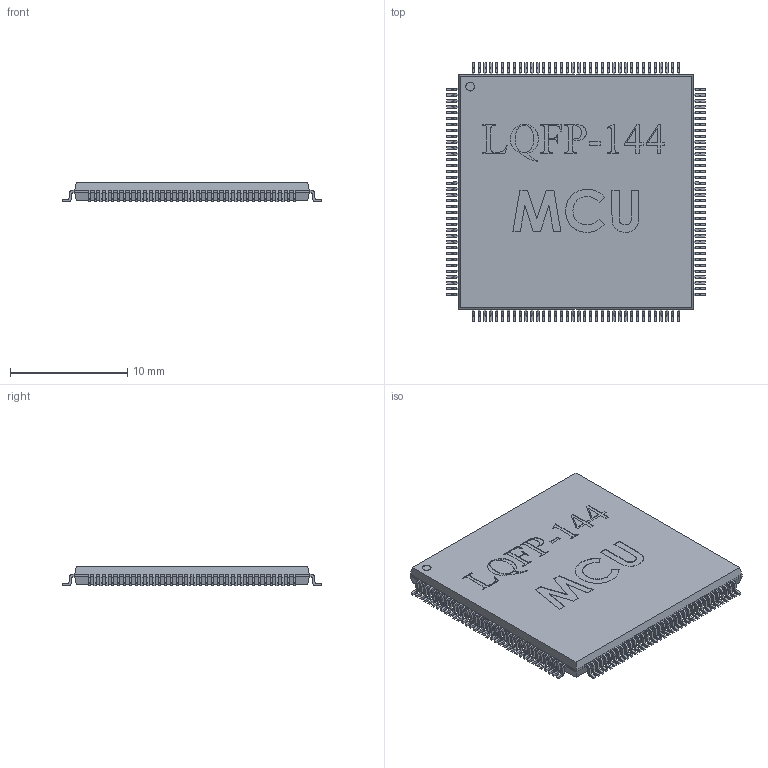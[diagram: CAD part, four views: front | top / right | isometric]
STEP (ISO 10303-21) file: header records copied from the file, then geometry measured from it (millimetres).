
FILE_DESCRIPTION (( 'STEP AP214' ), '1' );
FILE_NAME ('SW3dPS-LQFP-144.STEP', '2009-11-23T01:12:45', ( 'SysAdmin' ), ( 'SolidWorks' ), 'SwSTEP 2.0', 'SolidWorks 2009', '' );
FILE_SCHEMA (( 'AUTOMOTIVE_DESIGN' ));
Length unit declared in the file: millimetre
Products named in the file (3): SW3dPS-LQFP-144_LQFP_144 Body1; SW3dPS-LQFP-144; SW3dPS-LQFP-144_LQFP_Pin1
Assembly tree (145 placements, depth 2):
  SW3dPS-LQFP-144
    SW3dPS-LQFP-144_LQFP_Pin1  x144
    SW3dPS-LQFP-144_LQFP_144 Body1
Bounding box: 22 x 22 x 1.7 mm (x, y, z)
Volume: 639.9 mm3; surface area: 1112.4 mm2
Topology: 145 solids, 145 shells, 2216 faces, 5722 edges, 3812 vertices
Faces by surface type: plane 1574, cylinder 578, bspline 64
Entity records: 12638 total; most frequent: CARTESIAN_POINT 4644, ORIENTED_EDGE 1148, DIRECTION 1054, EDGE_CURVE 574, VECTOR 434, LINE 434, VERTEX_POINT 380, AXIS2_PLACEMENT_3D 310
